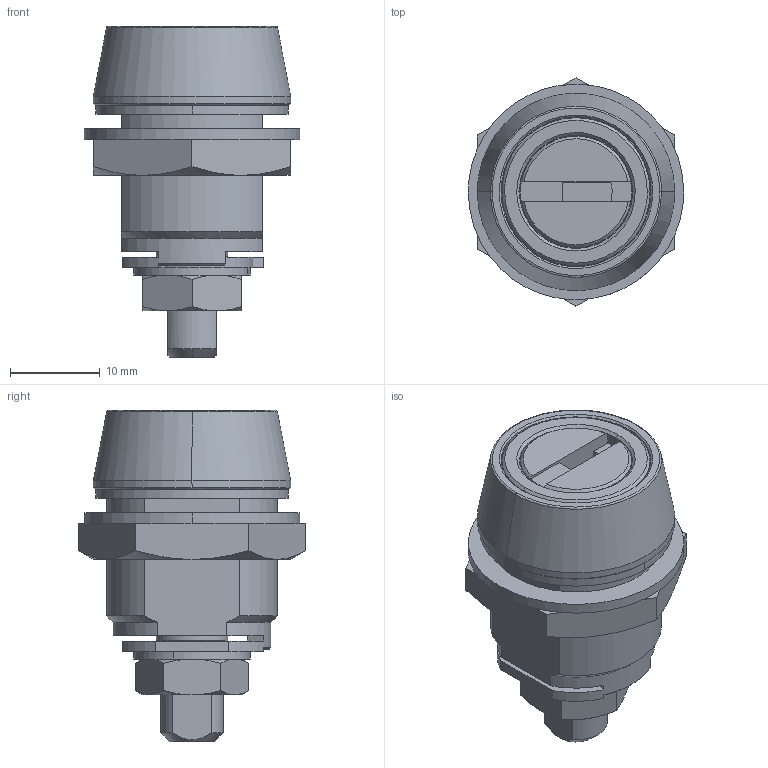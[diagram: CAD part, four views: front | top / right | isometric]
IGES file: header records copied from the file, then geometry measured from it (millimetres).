
Start section: ------------------------------------------------------------------------
Bounding box: 24 x 25.4 x 36.9 mm (x, y, z)
Volume: 8830.3 mm3; surface area: 5266.8 mm2
Topology: 6 solids, 6 shells, 173 faces, 428 edges, 273 vertices
Faces by surface type: bspline 173
